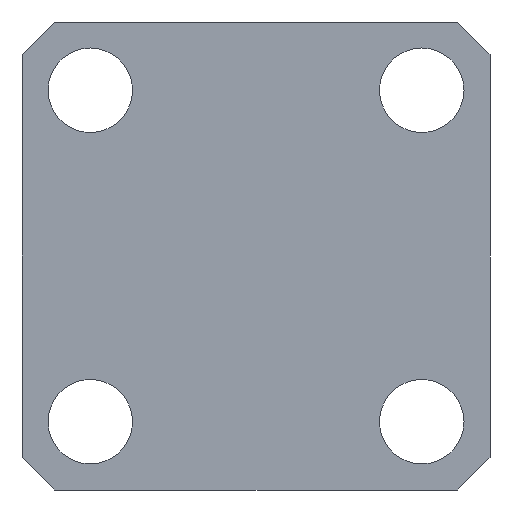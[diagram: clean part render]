
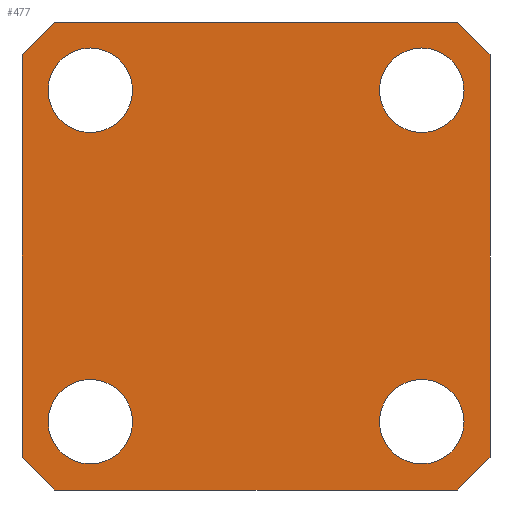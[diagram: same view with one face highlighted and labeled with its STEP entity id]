
A CAD part, front view. The second image highlights one B-rep face of the part: STEP entity #477.
In plain terms, the highlighted planar face has unit normal (0, -1, 0).
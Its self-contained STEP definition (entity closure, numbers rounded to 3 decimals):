
#15 = CARTESIAN_POINT ( 'NONE',  ( -15.5, 0., -18. ) ) ;
#20 = ORIENTED_EDGE ( 'NONE', *, *, #1134, .T. ) ;
#22 = CARTESIAN_POINT ( 'NONE',  ( 18., 0., -18. ) ) ;
#30 = AXIS2_PLACEMENT_3D ( 'NONE', #945, #911, #891 ) ;
#69 = ORIENTED_EDGE ( 'NONE', *, *, #582, .F. ) ;
#71 = FACE_OUTER_BOUND ( 'NONE', #1279, .T. ) ;
#76 = AXIS2_PLACEMENT_3D ( 'NONE', #1057, #1022, #913 ) ;
#92 = EDGE_CURVE ( 'NONE', #238, #714, #383, .T. ) ;
#100 = CIRCLE ( 'NONE', #836, 3.25 ) ;
#141 = LINE ( 'NONE', #305, #430 ) ;
#146 = VERTEX_POINT ( 'NONE', #1593 ) ;
#149 = EDGE_CURVE ( 'NONE', #412, #347, #268, .T. ) ;
#153 = DIRECTION ( 'NONE',  ( -1., 0., 0. ) ) ;
#188 = DIRECTION ( 'NONE',  ( 0., 0., 1. ) ) ;
#208 = VECTOR ( 'NONE', #457, 1000. ) ;
#218 = DIRECTION ( 'NONE',  ( 0., 1., 0. ) ) ;
#231 = VERTEX_POINT ( 'NONE', #1277 ) ;
#238 = VERTEX_POINT ( 'NONE', #1225 ) ;
#249 = EDGE_LOOP ( 'NONE', ( #1181, #1139 ) ) ;
#268 = CIRCLE ( 'NONE', #663, 3.25 ) ;
#278 = VERTEX_POINT ( 'NONE', #968 ) ;
#291 = DIRECTION ( 'NONE',  ( 1., 0., 0. ) ) ;
#301 = CARTESIAN_POINT ( 'NONE',  ( 18., 0., 18. ) ) ;
#305 = CARTESIAN_POINT ( 'NONE',  ( 18., 0., 18. ) ) ;
#310 = CARTESIAN_POINT ( 'NONE',  ( 0., 0., 0. ) ) ;
#319 = CARTESIAN_POINT ( 'NONE',  ( 18., 0., -15.5 ) ) ;
#323 = CIRCLE ( 'NONE', #1281, 3.25 ) ;
#346 = PLANE ( 'NONE',  #1328 ) ;
#347 = VERTEX_POINT ( 'NONE', #664 ) ;
#375 = ORIENTED_EDGE ( 'NONE', *, *, #1114, .T. ) ;
#377 = EDGE_CURVE ( 'NONE', #1055, #861, #100, .T. ) ;
#383 = CIRCLE ( 'NONE', #30, 3.25 ) ;
#411 = EDGE_CURVE ( 'NONE', #581, #278, #1081, .T. ) ;
#412 = VERTEX_POINT ( 'NONE', #422 ) ;
#414 = EDGE_LOOP ( 'NONE', ( #375, #733 ) ) ;
#422 = CARTESIAN_POINT ( 'NONE',  ( 12.75, 0., 9.5 ) ) ;
#425 = DIRECTION ( 'NONE',  ( 0., 0., -1. ) ) ;
#427 = FACE_BOUND ( 'NONE', #529, .T. ) ;
#430 = VECTOR ( 'NONE', #291, 1000. ) ;
#431 = DIRECTION ( 'NONE',  ( 0., 0., 1. ) ) ;
#435 = VECTOR ( 'NONE', #941, 1000. ) ;
#447 = ORIENTED_EDGE ( 'NONE', *, *, #1051, .T. ) ;
#456 = CARTESIAN_POINT ( 'NONE',  ( -18., 0., 18. ) ) ;
#457 = DIRECTION ( 'NONE',  ( 0., 0., 1. ) ) ;
#466 = LINE ( 'NONE', #1145, #1125 ) ;
#470 = EDGE_CURVE ( 'NONE', #960, #146, #141, .T. ) ;
#477 = ADVANCED_FACE ( 'NONE', ( #427, #674, #829, #656, #71 ), #346, .F. ) ;
#479 = DIRECTION ( 'NONE',  ( 0., 0., 1. ) ) ;
#484 = DIRECTION ( 'NONE',  ( 0., 1., 0. ) ) ;
#488 = CARTESIAN_POINT ( 'NONE',  ( -12.75, 0., 12.75 ) ) ;
#507 = EDGE_CURVE ( 'NONE', #752, #1422, #1597, .T. ) ;
#529 = EDGE_LOOP ( 'NONE', ( #447, #1585 ) ) ;
#530 = VERTEX_POINT ( 'NONE', #15 ) ;
#535 = AXIS2_PLACEMENT_3D ( 'NONE', #983, #1010, #1008 ) ;
#556 = ORIENTED_EDGE ( 'NONE', *, *, #1194, .T. ) ;
#576 = ORIENTED_EDGE ( 'NONE', *, *, #411, .F. ) ;
#580 = VERTEX_POINT ( 'NONE', #1372 ) ;
#581 = VERTEX_POINT ( 'NONE', #1029 ) ;
#582 = EDGE_CURVE ( 'NONE', #580, #530, #1011, .T. ) ;
#620 = CIRCLE ( 'NONE', #939, 3.25 ) ;
#656 = FACE_BOUND ( 'NONE', #942, .T. ) ;
#663 = AXIS2_PLACEMENT_3D ( 'NONE', #1519, #1513, #431 ) ;
#664 = CARTESIAN_POINT ( 'NONE',  ( 12.75, 0., 16. ) ) ;
#674 = FACE_BOUND ( 'NONE', #249, .T. ) ;
#714 = VERTEX_POINT ( 'NONE', #910 ) ;
#718 = VERTEX_POINT ( 'NONE', #1412 ) ;
#733 = ORIENTED_EDGE ( 'NONE', *, *, #92, .T. ) ;
#752 = VERTEX_POINT ( 'NONE', #1586 ) ;
#777 = ORIENTED_EDGE ( 'NONE', *, *, #470, .F. ) ;
#791 = ORIENTED_EDGE ( 'NONE', *, *, #1210, .T. ) ;
#829 = FACE_BOUND ( 'NONE', #414, .T. ) ;
#836 = AXIS2_PLACEMENT_3D ( 'NONE', #488, #484, #479 ) ;
#858 = VECTOR ( 'NONE', #153, 1000. ) ;
#861 = VERTEX_POINT ( 'NONE', #880 ) ;
#866 = VECTOR ( 'NONE', #1151, 1000. ) ;
#880 = CARTESIAN_POINT ( 'NONE',  ( -12.75, 0., 16. ) ) ;
#891 = DIRECTION ( 'NONE',  ( 0., 0., 1. ) ) ;
#896 = CARTESIAN_POINT ( 'NONE',  ( -15.5, 0., 18. ) ) ;
#910 = CARTESIAN_POINT ( 'NONE',  ( 12.75, 0., -9.5 ) ) ;
#911 = DIRECTION ( 'NONE',  ( 0., 1., 0. ) ) ;
#913 = DIRECTION ( 'NONE',  ( 0., 0., 1. ) ) ;
#924 = ORIENTED_EDGE ( 'NONE', *, *, #507, .F. ) ;
#939 = AXIS2_PLACEMENT_3D ( 'NONE', #1342, #1387, #1282 ) ;
#941 = DIRECTION ( 'NONE',  ( -0.707, 0., -0.707 ) ) ;
#942 = EDGE_LOOP ( 'NONE', ( #20, #791 ) ) ;
#945 = CARTESIAN_POINT ( 'NONE',  ( 12.75, 0., -12.75 ) ) ;
#960 = VERTEX_POINT ( 'NONE', #1498 ) ;
#968 = CARTESIAN_POINT ( 'NONE',  ( -18., 0., 15.5 ) ) ;
#983 = CARTESIAN_POINT ( 'NONE',  ( -12.75, 0., -12.75 ) ) ;
#993 = DIRECTION ( 'NONE',  ( -0.707, 0., 0.707 ) ) ;
#1008 = DIRECTION ( 'NONE',  ( 0., 0., 1. ) ) ;
#1010 = DIRECTION ( 'NONE',  ( 0., 1., 0. ) ) ;
#1011 = LINE ( 'NONE', #22, #858 ) ;
#1022 = DIRECTION ( 'NONE',  ( 0., 1., 0. ) ) ;
#1029 = CARTESIAN_POINT ( 'NONE',  ( -18., 0., -15.5 ) ) ;
#1051 = EDGE_CURVE ( 'NONE', #861, #1055, #620, .T. ) ;
#1052 = EDGE_CURVE ( 'NONE', #347, #412, #323, .T. ) ;
#1055 = VERTEX_POINT ( 'NONE', #1247 ) ;
#1057 = CARTESIAN_POINT ( 'NONE',  ( -12.75, 0., -12.75 ) ) ;
#1079 = CARTESIAN_POINT ( 'NONE',  ( 18., 0., 15.5 ) ) ;
#1081 = LINE ( 'NONE', #456, #208 ) ;
#1090 = DIRECTION ( 'NONE',  ( 0., 1., 0. ) ) ;
#1091 = VECTOR ( 'NONE', #993, 1000. ) ;
#1102 = ORIENTED_EDGE ( 'NONE', *, *, #1261, .T. ) ;
#1103 = ORIENTED_EDGE ( 'NONE', *, *, #1172, .T. ) ;
#1114 = EDGE_CURVE ( 'NONE', #714, #238, #1607, .T. ) ;
#1125 = VECTOR ( 'NONE', #1146, 1000. ) ;
#1134 = EDGE_CURVE ( 'NONE', #231, #718, #1245, .T. ) ;
#1139 = ORIENTED_EDGE ( 'NONE', *, *, #149, .T. ) ;
#1140 = DIRECTION ( 'NONE',  ( 0., 0., 1. ) ) ;
#1145 = CARTESIAN_POINT ( 'NONE',  ( 15.5, 0., -18. ) ) ;
#1146 = DIRECTION ( 'NONE',  ( 0.707, 0., 0.707 ) ) ;
#1151 = DIRECTION ( 'NONE',  ( 0.707, 0., -0.707 ) ) ;
#1158 = CARTESIAN_POINT ( 'NONE',  ( -18., 0., -15.5 ) ) ;
#1172 = EDGE_CURVE ( 'NONE', #581, #530, #1490, .T. ) ;
#1181 = ORIENTED_EDGE ( 'NONE', *, *, #1052, .T. ) ;
#1194 = EDGE_CURVE ( 'NONE', #580, #1422, #466, .T. ) ;
#1210 = EDGE_CURVE ( 'NONE', #718, #231, #1447, .T. ) ;
#1225 = CARTESIAN_POINT ( 'NONE',  ( 12.75, 0., -16. ) ) ;
#1245 = CIRCLE ( 'NONE', #76, 3.25 ) ;
#1247 = CARTESIAN_POINT ( 'NONE',  ( -12.75, 0., 9.5 ) ) ;
#1248 = EDGE_CURVE ( 'NONE', #752, #146, #1407, .T. ) ;
#1250 = DIRECTION ( 'NONE',  ( 0., 0., 1. ) ) ;
#1251 = DIRECTION ( 'NONE',  ( 0., 1., 0. ) ) ;
#1261 = EDGE_CURVE ( 'NONE', #960, #278, #1363, .T. ) ;
#1277 = CARTESIAN_POINT ( 'NONE',  ( -12.75, 0., -9.5 ) ) ;
#1279 = EDGE_LOOP ( 'NONE', ( #576, #1103, #69, #556, #924, #1481, #777, #1102 ) ) ;
#1281 = AXIS2_PLACEMENT_3D ( 'NONE', #1494, #1251, #1250 ) ;
#1282 = DIRECTION ( 'NONE',  ( 0., 0., 1. ) ) ;
#1328 = AXIS2_PLACEMENT_3D ( 'NONE', #310, #218, #188 ) ;
#1342 = CARTESIAN_POINT ( 'NONE',  ( -12.75, 0., 12.75 ) ) ;
#1363 = LINE ( 'NONE', #896, #435 ) ;
#1372 = CARTESIAN_POINT ( 'NONE',  ( 15.5, 0., -18. ) ) ;
#1378 = CARTESIAN_POINT ( 'NONE',  ( 12.75, 0., -12.75 ) ) ;
#1387 = DIRECTION ( 'NONE',  ( 0., 1., 0. ) ) ;
#1407 = LINE ( 'NONE', #1079, #1091 ) ;
#1412 = CARTESIAN_POINT ( 'NONE',  ( -12.75, 0., -16. ) ) ;
#1422 = VERTEX_POINT ( 'NONE', #319 ) ;
#1438 = VECTOR ( 'NONE', #425, 1000. ) ;
#1447 = CIRCLE ( 'NONE', #535, 3.25 ) ;
#1481 = ORIENTED_EDGE ( 'NONE', *, *, #1248, .T. ) ;
#1490 = LINE ( 'NONE', #1158, #866 ) ;
#1494 = CARTESIAN_POINT ( 'NONE',  ( 12.75, 0., 12.75 ) ) ;
#1498 = CARTESIAN_POINT ( 'NONE',  ( -15.5, 0., 18. ) ) ;
#1513 = DIRECTION ( 'NONE',  ( 0., 1., 0. ) ) ;
#1519 = CARTESIAN_POINT ( 'NONE',  ( 12.75, 0., 12.75 ) ) ;
#1521 = AXIS2_PLACEMENT_3D ( 'NONE', #1378, #1090, #1140 ) ;
#1585 = ORIENTED_EDGE ( 'NONE', *, *, #377, .T. ) ;
#1586 = CARTESIAN_POINT ( 'NONE',  ( 18., 0., 15.5 ) ) ;
#1593 = CARTESIAN_POINT ( 'NONE',  ( 15.5, 0., 18. ) ) ;
#1597 = LINE ( 'NONE', #301, #1438 ) ;
#1607 = CIRCLE ( 'NONE', #1521, 3.25 ) ;
